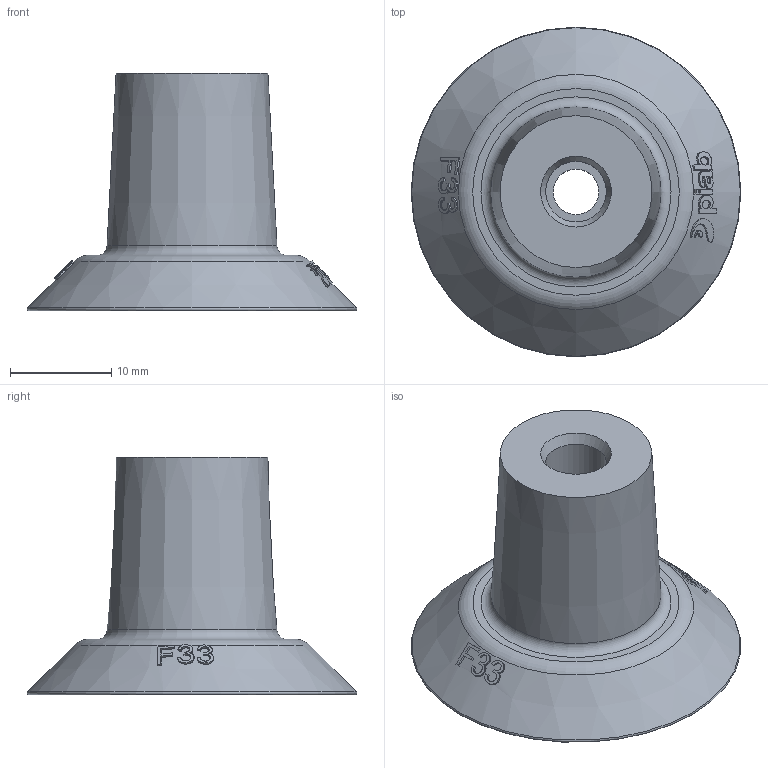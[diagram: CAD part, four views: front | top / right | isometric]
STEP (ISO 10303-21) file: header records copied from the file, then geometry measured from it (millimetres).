
FILE_DESCRIPTION(/* description */ ('Unknown'),/* implementation_level */ '2;1');
FILE_NAME(/* name */ 'ISM-0900095',/* time_stamp */ '2019-06-04T14:44:16+02:00',/* author */ ('Unknown'),/* organization */ ('Unknown'),/* preprocessor_version */ 'ST-DEVELOPER v16.7',/* originating_system */ 'DEX',/* authorisation */ $);
FILE_SCHEMA (('AUTOMOTIVE_DESIGN {1 0 10303 214 3 1 1}'));
Length unit declared in the file: millimetre
Products named in the file (1): SE-0423728
Bounding box: 32.58 x 32.58 x 23.5 mm (x, y, z)
Volume: 5267 mm3; surface area: 3169.7 mm2
Topology: 1 solids, 1 shells, 178 faces, 475 edges, 315 vertices
Faces by surface type: bspline 147, cone 18, plane 6, cylinder 4, torus 3
Full cylindrical faces by diameter (mm): 4.5 x1, 6 x2, 8 x1
Entity records: 6764 total; most frequent: CARTESIAN_POINT 3685, ORIENTED_EDGE 912, EDGE_CURVE 456, B_SPLINE_CURVE_WITH_KNOTS 439, VERTEX_POINT 309, EDGE_LOOP 207, FACE_BOUND 207, ADVANCED_FACE 177
